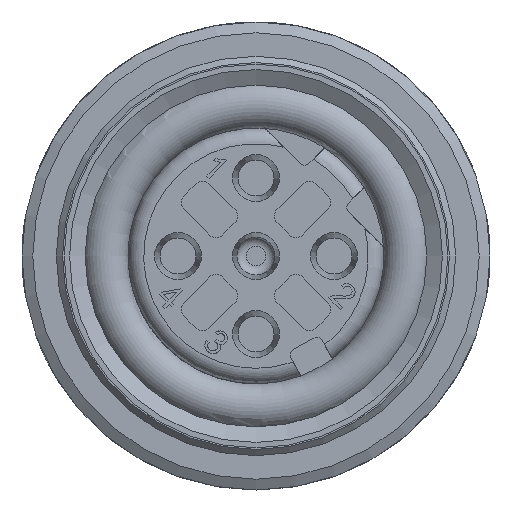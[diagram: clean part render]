
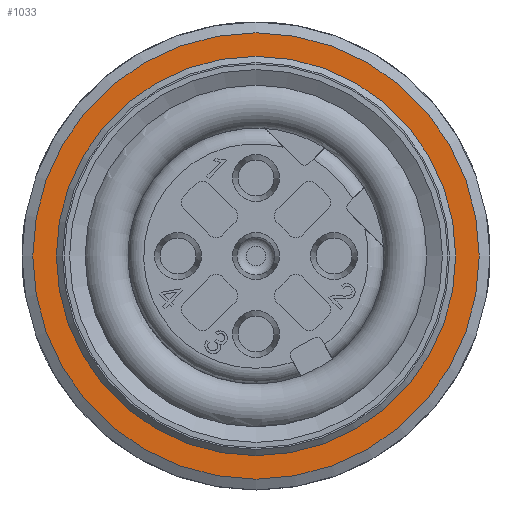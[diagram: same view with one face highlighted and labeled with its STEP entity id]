
A CAD part, front view. The second image highlights one B-rep face of the part: STEP entity #1033.
In plain terms, the highlighted planar face has unit normal (0, -1, 0).
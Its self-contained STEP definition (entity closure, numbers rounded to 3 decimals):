
#362=PLANE('',#4442);
#1033=ADVANCED_FACE('',(#1535,#1536),#362,.F.);
#1535=FACE_BOUND('',#1637,.T.);
#1536=FACE_BOUND('',#1638,.T.);
#1637=EDGE_LOOP('',(#2030));
#1638=EDGE_LOOP('',(#2031));
#2030=ORIENTED_EDGE('',*,*,#3690,.F.);
#2031=ORIENTED_EDGE('',*,*,#3691,.T.);
#3261=VERTEX_POINT('',#5887);
#3262=VERTEX_POINT('',#5890);
#3690=EDGE_CURVE('',#3261,#3261,#4282,.T.);
#3691=EDGE_CURVE('',#3262,#3262,#4283,.T.);
#4282=CIRCLE('',#4439,6.4);
#4283=CIRCLE('',#4441,7.154);
#4439=AXIS2_PLACEMENT_3D('',#5886,#4835,#4836);
#4441=AXIS2_PLACEMENT_3D('',#5889,#4839,#4840);
#4442=AXIS2_PLACEMENT_3D('',#5891,#4841,#4842);
#4835=DIRECTION('',(0.,-1.,0.));
#4836=DIRECTION('',(0.,0.,1.));
#4839=DIRECTION('',(0.,-1.,0.));
#4840=DIRECTION('',(0.,0.,1.));
#4841=DIRECTION('',(0.,1.,0.));
#4842=DIRECTION('',(0.,0.,-1.));
#5886=CARTESIAN_POINT('',(84.633,-49.732,0.));
#5887=CARTESIAN_POINT('',(84.633,-49.732,6.4));
#5889=CARTESIAN_POINT('',(84.633,-49.732,0.));
#5890=CARTESIAN_POINT('',(84.633,-49.732,7.154));
#5891=CARTESIAN_POINT('',(84.633,-49.732,7.154));
